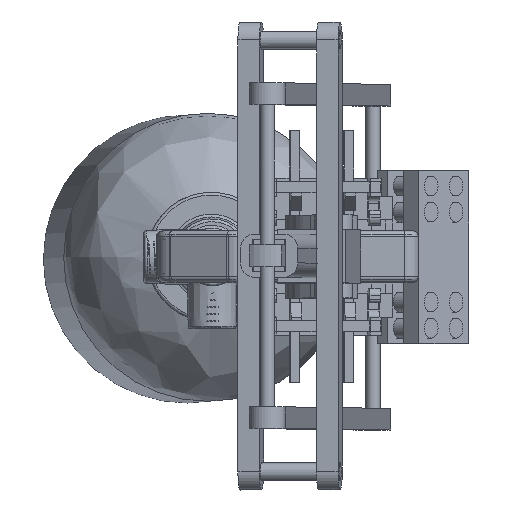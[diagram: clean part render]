
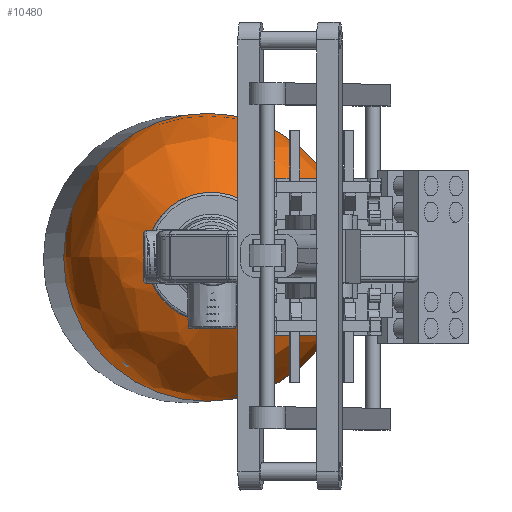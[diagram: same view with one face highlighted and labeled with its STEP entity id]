
A CAD part, top view. The second image highlights one B-rep face of the part: STEP entity #10480.
In plain terms, the highlighted free-form (B-spline) face has degree [2, 2] with [3, 9] control points.
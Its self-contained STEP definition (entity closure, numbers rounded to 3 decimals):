
#774=(
BOUNDED_SURFACE()
B_SPLINE_SURFACE(2,2,((#16056,#16057,#16058,#16059,#16060,#16061,#16062,
#16063,#16064),(#16065,#16066,#16067,#16068,#16069,#16070,#16071,#16072,
#16073),(#16074,#16075,#16076,#16077,#16078,#16079,#16080,#16081,#16082)),
 .UNSPECIFIED.,.F.,.T.,.F.)
B_SPLINE_SURFACE_WITH_KNOTS((3,3),(3,2,2,2,3),(-1.344,0.),(-3.142,
-1.571,0.,1.571,3.142),.UNSPECIFIED.)
GEOMETRIC_REPRESENTATION_ITEM()
RATIONAL_B_SPLINE_SURFACE(((1.,0.707,1.,0.707,1.,
0.707,1.,0.707,1.),(0.782,0.553,
0.782,0.553,0.782,0.553,
0.782,0.553,0.782),(1.,0.707,
1.,0.707,1.,0.707,1.,0.707,1.)))
REPRESENTATION_ITEM('')
SURFACE()
);
#932=CIRCLE('',#11387,40.);
#933=CIRCLE('',#11388,30.556);
#934=CIRCLE('',#11389,16.301);
#935=CIRCLE('',#11390,16.301);
#1339=FACE_OUTER_BOUND('',#1947,.T.);
#1947=EDGE_LOOP('',(#7208,#7209,#7210,#7211,#7212));
#4632=VERTEX_POINT('',#16053);
#4633=VERTEX_POINT('',#16083);
#4634=VERTEX_POINT('',#16085);
#5648=EDGE_CURVE('',#4632,#4632,#932,.T.);
#5649=EDGE_CURVE('',#4632,#4633,#933,.T.);
#5650=EDGE_CURVE('',#4633,#4634,#934,.T.);
#5651=EDGE_CURVE('',#4634,#4633,#935,.T.);
#7208=ORIENTED_EDGE('',*,*,#5648,.F.);
#7209=ORIENTED_EDGE('',*,*,#5649,.T.);
#7210=ORIENTED_EDGE('',*,*,#5650,.T.);
#7211=ORIENTED_EDGE('',*,*,#5651,.T.);
#7212=ORIENTED_EDGE('',*,*,#5649,.F.);
#10480=ADVANCED_FACE('',(#1339),#774,.F.);
#11387=AXIS2_PLACEMENT_3D('',#16055,#12494,#12495);
#11388=AXIS2_PLACEMENT_3D('',#16084,#12496,#12497);
#11389=AXIS2_PLACEMENT_3D('',#16086,#12498,#12499);
#11390=AXIS2_PLACEMENT_3D('',#16087,#12500,#12501);
#12494=DIRECTION('center_axis',(0.,-1.,0.));
#12495=DIRECTION('ref_axis',(0.,0.,-1.));
#12496=DIRECTION('center_axis',(-1.,0.,0.));
#12497=DIRECTION('ref_axis',(0.,0.,1.));
#12498=DIRECTION('center_axis',(0.,-1.,0.));
#12499=DIRECTION('ref_axis',(0.,0.,-1.));
#12500=DIRECTION('center_axis',(0.,-1.,0.));
#12501=DIRECTION('ref_axis',(0.,0.,-1.));
#16053=CARTESIAN_POINT('',(0.,269.908,40.));
#16055=CARTESIAN_POINT('Origin',(0.,269.908,0.));
#16056=CARTESIAN_POINT('Ctrl Pts',(0.,299.685,16.301));
#16057=CARTESIAN_POINT('Ctrl Pts',(-16.301,299.685,16.301));
#16058=CARTESIAN_POINT('Ctrl Pts',(-16.301,299.685,0.));
#16059=CARTESIAN_POINT('Ctrl Pts',(-16.301,299.685,-16.301));
#16060=CARTESIAN_POINT('Ctrl Pts',(0.,299.685,-16.301));
#16061=CARTESIAN_POINT('Ctrl Pts',(16.301,299.685,-16.301));
#16062=CARTESIAN_POINT('Ctrl Pts',(16.301,299.685,0.));
#16063=CARTESIAN_POINT('Ctrl Pts',(16.301,299.685,16.301));
#16064=CARTESIAN_POINT('Ctrl Pts',(0.,299.685,16.301));
#16065=CARTESIAN_POINT('Ctrl Pts',(0.,294.227,40.));
#16066=CARTESIAN_POINT('Ctrl Pts',(-40.,294.227,40.));
#16067=CARTESIAN_POINT('Ctrl Pts',(-40.,294.227,0.));
#16068=CARTESIAN_POINT('Ctrl Pts',(-40.,294.227,-40.));
#16069=CARTESIAN_POINT('Ctrl Pts',(0.,294.227,-40.));
#16070=CARTESIAN_POINT('Ctrl Pts',(40.,294.227,-40.));
#16071=CARTESIAN_POINT('Ctrl Pts',(40.,294.227,0.));
#16072=CARTESIAN_POINT('Ctrl Pts',(40.,294.227,40.));
#16073=CARTESIAN_POINT('Ctrl Pts',(0.,294.227,40.));
#16074=CARTESIAN_POINT('Ctrl Pts',(0.,269.908,40.));
#16075=CARTESIAN_POINT('Ctrl Pts',(-40.,269.908,40.));
#16076=CARTESIAN_POINT('Ctrl Pts',(-40.,269.908,0.));
#16077=CARTESIAN_POINT('Ctrl Pts',(-40.,269.908,-40.));
#16078=CARTESIAN_POINT('Ctrl Pts',(0.,269.908,-40.));
#16079=CARTESIAN_POINT('Ctrl Pts',(40.,269.908,-40.));
#16080=CARTESIAN_POINT('Ctrl Pts',(40.,269.908,0.));
#16081=CARTESIAN_POINT('Ctrl Pts',(40.,269.908,40.));
#16082=CARTESIAN_POINT('Ctrl Pts',(0.,269.908,40.));
#16083=CARTESIAN_POINT('',(0.,299.685,16.301));
#16084=CARTESIAN_POINT('Origin',(0.,269.908,
9.444));
#16085=CARTESIAN_POINT('',(0.,299.685,-16.301));
#16086=CARTESIAN_POINT('Origin',(0.,299.685,0.));
#16087=CARTESIAN_POINT('Origin',(0.,299.685,0.));
